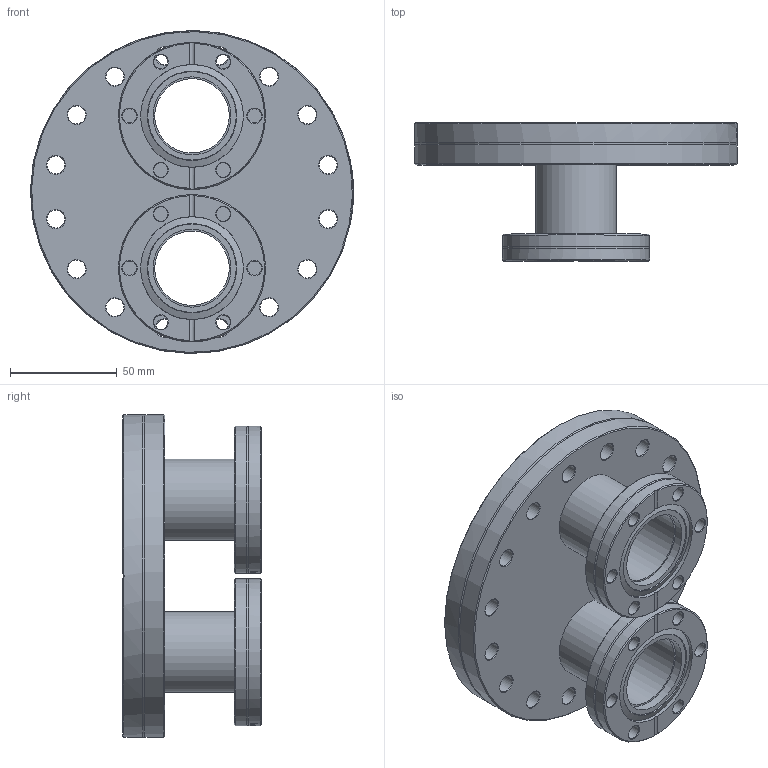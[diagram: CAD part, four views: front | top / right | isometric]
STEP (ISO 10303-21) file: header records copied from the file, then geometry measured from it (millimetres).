
FILE_DESCRIPTION(/* description */ (''),/* implementation_level */ '2;1');
FILE_NAME(/* name */ 'FL-CL100-2X40CF.stp',/* time_stamp */ '2021-06-29T10:47:55+01:00',/* author */ ('Paul'),/* organization */ (''),/* preprocessor_version */ 'ST-DEVELOPER v18.1',/* originating_system */ 'Autodesk Inventor 2022',/* authorisation */ '');
FILE_SCHEMA (('CONFIG_CONTROL_DESIGN'));
Length unit declared in the file: millimetre
Products named in the file (4): FL-CL100-2X40CF; FL-100CF; Tube 40 ps2a; FL-40CF-38
Assembly tree (5 placements, depth 2):
  FL-CL100-2X40CF
    FL-100CF
    Tube 40 ps2a  x2
    FL-40CF-38  x2
Bounding box: 151.6 x 65 x 151.6 mm (x, y, z)
Volume: 364891.3 mm3; surface area: 102005.1 mm2
Topology: 5 solids, 5 shells, 418 faces, 1119 edges, 735 vertices
Faces by surface type: bspline 135, plane 132, cylinder 77, cone 71, torus 3
Full cylindrical faces by diameter (mm): 6.7 x12, 8.4 x16, 34.9 x2, 36.6 x2, 38.1 x4, 38.2 x2, 48.26 x2, 69.1 x4, 120.6 x1, 151.6 x2
Entity records: 23168 total; most frequent: CARTESIAN_POINT 16227, ORIENTED_EDGE 1540, DIRECTION 1178, EDGE_CURVE 770, VERTEX_POINT 505, AXIS2_PLACEMENT_3D 441, EDGE_LOOP 355, LINE 296
